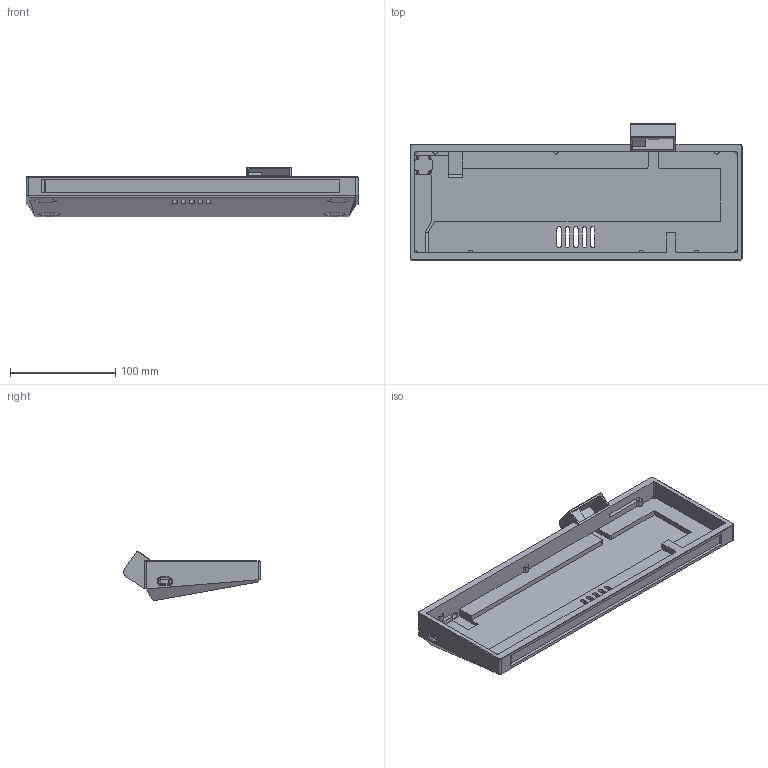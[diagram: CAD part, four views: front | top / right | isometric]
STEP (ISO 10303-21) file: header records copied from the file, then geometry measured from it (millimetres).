
FILE_DESCRIPTION(/* description */ (''),/* implementation_level */ '2;1');
FILE_NAME(/* name */ 'Aryess Case v24.step',/* time_stamp */ '2025-05-30T10:35:46+02:00',/* author */ (''),/* organization */ (''),/* preprocessor_version */ 'ST-DEVELOPER v20.1',/* originating_system */ 'Autodesk Translation Framework v14.10.0.0',/* authorisation */ '');
FILE_SCHEMA (('AUTOMOTIVE_DESIGN { 1 0 10303 214 3 1 1 }'));
Length unit declared in the file: millimetre
Products named in the file (1): Aryess Case
Bounding box: 314.75 x 129.65 x 47.14 mm (x, y, z)
Volume: 398978.2 mm3; surface area: 118446.1 mm2
Topology: 1 solids, 1 shells, 232 faces, 635 edges, 403 vertices
Faces by surface type: plane 130, cylinder 88, sphere 5, cone 4, torus 4, bspline 1
Full cylindrical faces by diameter (mm): 1.6 x4, 6.5 x1, 20.5 x4
Entity records: 7338 total; most frequent: DIRECTION 1287, CARTESIAN_POINT 1275, ORIENTED_EDGE 1250, EDGE_CURVE 625, AXIS2_PLACEMENT_3D 430, LINE 427, VECTOR 427, VERTEX_POINT 403
